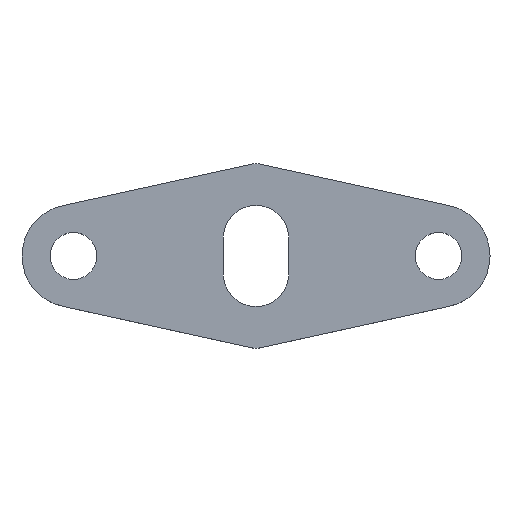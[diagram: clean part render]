
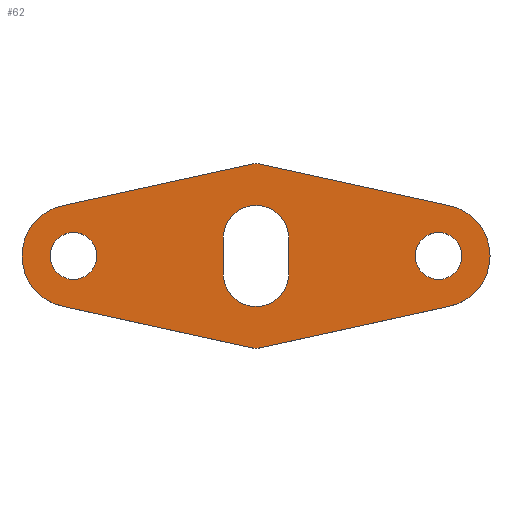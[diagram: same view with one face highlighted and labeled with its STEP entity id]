
A CAD part, top view. The second image highlights one B-rep face of the part: STEP entity #62.
In plain terms, the highlighted planar face has unit normal (0, 0, 1).
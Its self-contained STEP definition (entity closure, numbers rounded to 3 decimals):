
#62=ADVANCED_FACE('',(#134,#135,#136,#137),#78,.T.);
#78=PLANE('',#343);
#86=LINE('',#460,#110);
#87=LINE('',#465,#111);
#88=LINE('',#468,#112);
#89=LINE('',#473,#113);
#90=LINE('',#477,#114);
#91=LINE('',#481,#115);
#110=VECTOR('',#371,1.);
#111=VECTOR('',#374,1.);
#112=VECTOR('',#377,1.);
#113=VECTOR('',#380,1.);
#114=VECTOR('',#383,1.);
#115=VECTOR('',#386,1.);
#134=FACE_BOUND('',#146,.T.);
#135=FACE_BOUND('',#147,.T.);
#136=FACE_BOUND('',#148,.T.);
#137=FACE_BOUND('',#149,.T.);
#146=EDGE_LOOP('',(#170));
#147=EDGE_LOOP('',(#171,#172,#173,#174));
#148=EDGE_LOOP('',(#175,#176,#177,#178,#179,#180,#181,#182));
#149=EDGE_LOOP('',(#183));
#170=ORIENTED_EDGE('',*,*,#278,.T.);
#171=ORIENTED_EDGE('',*,*,#279,.F.);
#172=ORIENTED_EDGE('',*,*,#280,.T.);
#173=ORIENTED_EDGE('',*,*,#281,.F.);
#174=ORIENTED_EDGE('',*,*,#282,.T.);
#175=ORIENTED_EDGE('',*,*,#283,.T.);
#176=ORIENTED_EDGE('',*,*,#284,.T.);
#177=ORIENTED_EDGE('',*,*,#285,.T.);
#178=ORIENTED_EDGE('',*,*,#286,.T.);
#179=ORIENTED_EDGE('',*,*,#287,.T.);
#180=ORIENTED_EDGE('',*,*,#288,.T.);
#181=ORIENTED_EDGE('',*,*,#289,.T.);
#182=ORIENTED_EDGE('',*,*,#290,.T.);
#183=ORIENTED_EDGE('',*,*,#291,.F.);
#250=VERTEX_POINT('',#459);
#251=VERTEX_POINT('',#461);
#252=VERTEX_POINT('',#462);
#253=VERTEX_POINT('',#464);
#254=VERTEX_POINT('',#466);
#255=VERTEX_POINT('',#469);
#256=VERTEX_POINT('',#470);
#257=VERTEX_POINT('',#472);
#258=VERTEX_POINT('',#474);
#259=VERTEX_POINT('',#476);
#260=VERTEX_POINT('',#478);
#261=VERTEX_POINT('',#480);
#262=VERTEX_POINT('',#482);
#263=VERTEX_POINT('',#485);
#278=EDGE_CURVE('',#250,#250,#318,.T.);
#279=EDGE_CURVE('',#251,#252,#86,.T.);
#280=EDGE_CURVE('',#251,#253,#319,.T.);
#281=EDGE_CURVE('',#254,#253,#87,.T.);
#282=EDGE_CURVE('',#254,#252,#320,.T.);
#283=EDGE_CURVE('',#255,#256,#88,.T.);
#284=EDGE_CURVE('',#256,#257,#321,.T.);
#285=EDGE_CURVE('',#257,#258,#89,.T.);
#286=EDGE_CURVE('',#258,#259,#322,.T.);
#287=EDGE_CURVE('',#259,#260,#90,.T.);
#288=EDGE_CURVE('',#260,#261,#323,.T.);
#289=EDGE_CURVE('',#261,#262,#91,.T.);
#290=EDGE_CURVE('',#262,#255,#324,.T.);
#291=EDGE_CURVE('',#263,#263,#325,.T.);
#318=CIRCLE('',#335,25.);
#319=CIRCLE('',#336,35.);
#320=CIRCLE('',#337,35.);
#321=CIRCLE('',#338,10.);
#322=CIRCLE('',#339,55.);
#323=CIRCLE('',#340,10.);
#324=CIRCLE('',#341,55.);
#325=CIRCLE('',#342,25.);
#335=AXIS2_PLACEMENT_3D('',#458,#369,#370);
#336=AXIS2_PLACEMENT_3D('',#463,#372,#373);
#337=AXIS2_PLACEMENT_3D('',#467,#375,#376);
#338=AXIS2_PLACEMENT_3D('',#471,#378,#379);
#339=AXIS2_PLACEMENT_3D('',#475,#381,#382);
#340=AXIS2_PLACEMENT_3D('',#479,#384,#385);
#341=AXIS2_PLACEMENT_3D('',#483,#387,#388);
#342=AXIS2_PLACEMENT_3D('',#484,#389,#390);
#343=AXIS2_PLACEMENT_3D('',#486,#391,#392);
#369=DIRECTION('',(0.,0.,-1.));
#370=DIRECTION('',(1.,0.,0.));
#371=DIRECTION('',(0.,1.,0.));
#372=DIRECTION('',(0.,0.,-1.));
#373=DIRECTION('',(1.,0.,0.));
#374=DIRECTION('',(0.,-1.,0.));
#375=DIRECTION('',(0.,0.,-1.));
#376=DIRECTION('',(1.,0.,0.));
#377=DIRECTION('',(0.977,-0.214,0.));
#378=DIRECTION('',(0.,0.,1.));
#379=DIRECTION('',(1.,0.,0.));
#380=DIRECTION('',(0.977,0.214,0.));
#381=DIRECTION('',(0.,0.,1.));
#382=DIRECTION('',(0.,-1.,0.));
#383=DIRECTION('',(-0.977,0.214,0.));
#384=DIRECTION('',(0.,0.,1.));
#385=DIRECTION('',(1.,0.,0.));
#386=DIRECTION('',(-0.977,-0.214,0.));
#387=DIRECTION('',(0.,0.,1.));
#388=DIRECTION('',(0.,-1.,0.));
#389=DIRECTION('',(0.,0.,1.));
#390=DIRECTION('',(1.,0.,0.));
#391=DIRECTION('',(0.,0.,1.));
#392=DIRECTION('',(1.,0.,0.));
#458=CARTESIAN_POINT('',(195.,0.,15.));
#459=CARTESIAN_POINT('',(220.,0.,15.));
#460=CARTESIAN_POINT('',(35.,0.,15.));
#461=CARTESIAN_POINT('',(35.,-19.,15.));
#462=CARTESIAN_POINT('',(35.,19.,15.));
#463=CARTESIAN_POINT('',(0.,-19.,15.));
#464=CARTESIAN_POINT('',(-35.,-19.,15.));
#465=CARTESIAN_POINT('',(-35.,0.,15.));
#466=CARTESIAN_POINT('',(-35.,19.,15.));
#467=CARTESIAN_POINT('',(0.,19.,15.));
#468=CARTESIAN_POINT('',(0.,-99.,15.));
#469=CARTESIAN_POINT('',(-206.764,-53.727,15.));
#470=CARTESIAN_POINT('',(-2.139,-98.532,15.));
#471=CARTESIAN_POINT('',(0.,-88.763,15.));
#472=CARTESIAN_POINT('',(2.139,-98.532,15.));
#473=CARTESIAN_POINT('',(206.764,-53.727,15.));
#474=CARTESIAN_POINT('',(206.764,-53.727,15.));
#475=CARTESIAN_POINT('',(195.,0.,15.));
#476=CARTESIAN_POINT('',(206.764,53.727,15.));
#477=CARTESIAN_POINT('',(206.764,53.727,15.));
#478=CARTESIAN_POINT('',(2.139,98.532,15.));
#479=CARTESIAN_POINT('',(0.,88.763,15.));
#480=CARTESIAN_POINT('',(-2.139,98.532,15.));
#481=CARTESIAN_POINT('',(0.,99.,15.));
#482=CARTESIAN_POINT('',(-206.764,53.727,15.));
#483=CARTESIAN_POINT('',(-195.,0.,15.));
#484=CARTESIAN_POINT('',(-195.,0.,15.));
#485=CARTESIAN_POINT('',(-170.,0.,15.));
#486=CARTESIAN_POINT('',(-195.,0.,15.));
